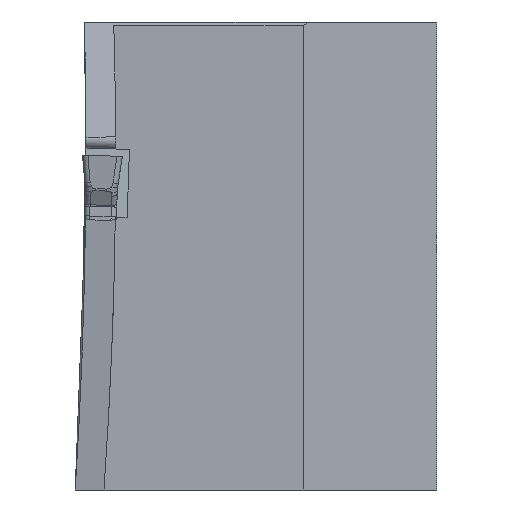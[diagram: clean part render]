
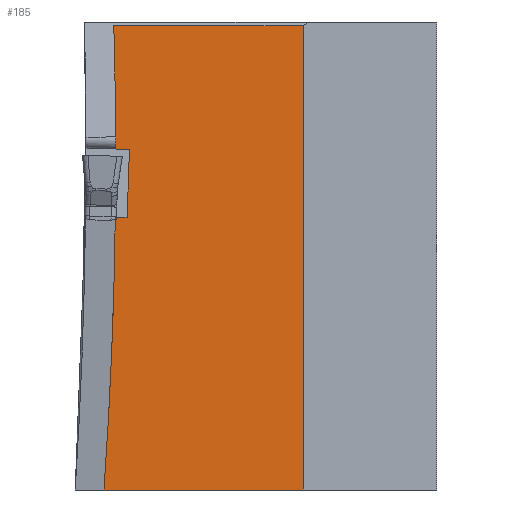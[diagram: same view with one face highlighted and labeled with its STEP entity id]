
A CAD part, left-side view. The second image highlights one B-rep face of the part: STEP entity #185.
In plain terms, the highlighted planar face has unit normal (-1, 0, 0).
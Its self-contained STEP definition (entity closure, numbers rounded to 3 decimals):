
#185=ADVANCED_FACE('',(#305),#224,.F.);
#224=PLANE('',#1556);
#305=FACE_OUTER_BOUND('',#388,.T.);
#388=EDGE_LOOP('',(#800,#801,#802,#803,#804,#805,#806,#807));
#424=CIRCLE('',#1551,352.);
#425=CIRCLE('',#1553,352.);
#800=ORIENTED_EDGE('',*,*,#1198,.F.);
#801=ORIENTED_EDGE('',*,*,#1203,.T.);
#802=ORIENTED_EDGE('',*,*,#1204,.T.);
#803=ORIENTED_EDGE('',*,*,#1205,.F.);
#804=ORIENTED_EDGE('',*,*,#1199,.T.);
#805=ORIENTED_EDGE('',*,*,#1206,.F.);
#806=ORIENTED_EDGE('',*,*,#1207,.T.);
#807=ORIENTED_EDGE('',*,*,#1208,.F.);
#1005=VERTEX_POINT('',#3342);
#1008=VERTEX_POINT('',#3368);
#1009=VERTEX_POINT('',#3372);
#1010=VERTEX_POINT('',#3373);
#1013=VERTEX_POINT('',#3381);
#1014=VERTEX_POINT('',#3383);
#1015=VERTEX_POINT('',#3386);
#1016=VERTEX_POINT('',#3388);
#1198=EDGE_CURVE('',#1008,#1005,#424,.T.);
#1199=EDGE_CURVE('',#1009,#1010,#425,.T.);
#1203=EDGE_CURVE('',#1008,#1013,#1319,.T.);
#1204=EDGE_CURVE('',#1013,#1014,#1320,.T.);
#1205=EDGE_CURVE('',#1009,#1014,#1321,.T.);
#1206=EDGE_CURVE('',#1015,#1010,#1322,.T.);
#1207=EDGE_CURVE('',#1015,#1016,#1323,.T.);
#1208=EDGE_CURVE('',#1005,#1016,#1324,.T.);
#1319=LINE('',#3380,#1431);
#1320=LINE('',#3382,#1432);
#1321=LINE('',#3384,#1433);
#1322=LINE('',#3385,#1434);
#1323=LINE('',#3387,#1435);
#1324=LINE('',#3389,#1436);
#1431=VECTOR('',#1833,1.);
#1432=VECTOR('',#1834,1.);
#1433=VECTOR('',#1835,1.);
#1434=VECTOR('',#1836,1.);
#1435=VECTOR('',#1837,1.);
#1436=VECTOR('',#1838,1.);
#1551=AXIS2_PLACEMENT_3D('',#3369,#1821,#1822);
#1553=AXIS2_PLACEMENT_3D('',#3371,#1825,#1826);
#1556=AXIS2_PLACEMENT_3D('',#3390,#1839,#1840);
#1821=DIRECTION('',(-1.,0.,0.));
#1822=DIRECTION('',(0.,0.,-1.));
#1825=DIRECTION('',(1.,0.,0.));
#1826=DIRECTION('',(0.,0.,-1.));
#1833=DIRECTION('',(0.,-0.999,-0.035));
#1834=DIRECTION('',(0.,0.035,-0.999));
#1835=DIRECTION('',(0.,-0.999,-0.035));
#1836=DIRECTION('',(0.,1.,0.));
#1837=DIRECTION('',(0.,0.,1.));
#1838=DIRECTION('',(0.,-1.,0.));
#1839=DIRECTION('',(1.,0.,0.));
#1840=DIRECTION('',(0.,0.,-1.));
#3342=CARTESIAN_POINT('',(18.,-0.844,9.724));
#3368=CARTESIAN_POINT('',(18.,-0.983,0.503));
#3369=CARTESIAN_POINT('',(18.,351.016,-0.2));
#3371=CARTESIAN_POINT('',(18.,351.016,-0.2));
#3372=CARTESIAN_POINT('',(18.,-0.957,-4.578));
#3373=CARTESIAN_POINT('',(18.,-0.109,-25.));
#3380=CARTESIAN_POINT('',(18.,6.178,0.753));
#3381=CARTESIAN_POINT('',(18.,-2.017,0.467));
#3382=CARTESIAN_POINT('',(18.,-1.563,-12.512));
#3383=CARTESIAN_POINT('',(18.,-1.839,-4.609));
#3384=CARTESIAN_POINT('',(18.,350.74,7.704));
#3385=CARTESIAN_POINT('',(18.,-25.,-25.));
#3386=CARTESIAN_POINT('',(18.,-15.,-25.));
#3387=CARTESIAN_POINT('',(18.,-15.,10.));
#3388=CARTESIAN_POINT('',(18.,-15.,9.724));
#3389=CARTESIAN_POINT('',(18.,351.016,9.724));
#3390=CARTESIAN_POINT('',(18.,351.016,-0.2));
